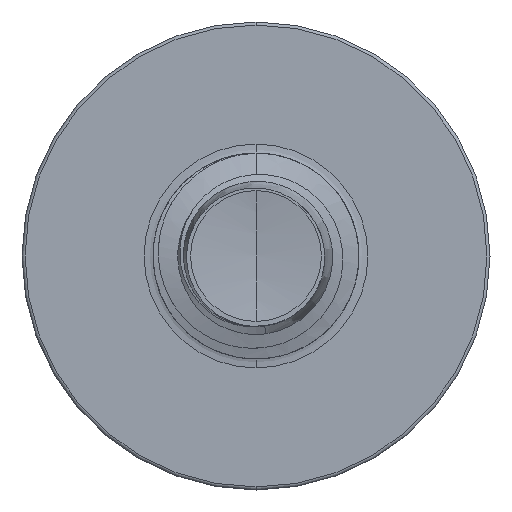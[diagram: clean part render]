
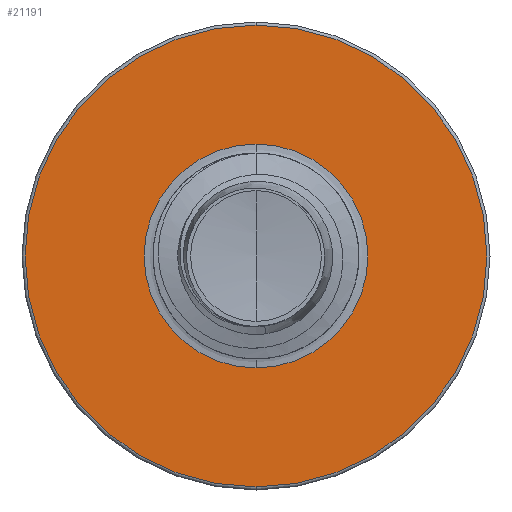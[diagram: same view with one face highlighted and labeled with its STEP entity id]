
A CAD part, front view. The second image highlights one B-rep face of the part: STEP entity #21191.
In plain terms, the highlighted planar face has unit normal (0, -1, 0).
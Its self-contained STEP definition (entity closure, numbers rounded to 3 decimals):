
#224 = DIRECTION ( 'NONE',  ( 0., 0., 1. ) ) ;
#230 = DIRECTION ( 'NONE',  ( 0., 1., 0. ) ) ;
#278 = CARTESIAN_POINT ( 'NONE',  ( 0., 5., 0. ) ) ;
#1932 = EDGE_LOOP ( 'NONE', ( #10498, #5930 ) ) ;
#2748 = CARTESIAN_POINT ( 'NONE',  ( 0., 5., -1.196 ) ) ;
#4738 = DIRECTION ( 'NONE',  ( 0., 0., 1. ) ) ;
#4774 = DIRECTION ( 'NONE',  ( 0., 1., 0. ) ) ;
#4816 = CARTESIAN_POINT ( 'NONE',  ( 0., 5., 0. ) ) ;
#5930 = ORIENTED_EDGE ( 'NONE', *, *, #21145, .F. ) ;
#6959 = AXIS2_PLACEMENT_3D ( 'NONE', #11081, #11077, #11049 ) ;
#7314 = VERTEX_POINT ( 'NONE', #10001 ) ;
#7452 = AXIS2_PLACEMENT_3D ( 'NONE', #278, #230, #224 ) ;
#7520 = DIRECTION ( 'NONE',  ( 0., 0., 1. ) ) ;
#7620 = DIRECTION ( 'NONE',  ( 0., 1., 0. ) ) ;
#7806 = CARTESIAN_POINT ( 'NONE',  ( 0., 5., -1.196 ) ) ;
#8321 = AXIS2_PLACEMENT_3D ( 'NONE', #9431, #9362, #9355 ) ;
#9186 = ORIENTED_EDGE ( 'NONE', *, *, #14496, .T. ) ;
#9355 = DIRECTION ( 'NONE',  ( 0., 0., 1. ) ) ;
#9362 = DIRECTION ( 'NONE',  ( 0., 1., 0. ) ) ;
#9431 = CARTESIAN_POINT ( 'NONE',  ( 0., 5., 0. ) ) ;
#9472 = PLANE ( 'NONE',  #17799 ) ;
#9806 = VERTEX_POINT ( 'NONE', #17786 ) ;
#10001 = CARTESIAN_POINT ( 'NONE',  ( 0., 5., 2.467 ) ) ;
#10498 = ORIENTED_EDGE ( 'NONE', *, *, #18313, .F. ) ;
#11049 = DIRECTION ( 'NONE',  ( 0., 0., 1. ) ) ;
#11077 = DIRECTION ( 'NONE',  ( 0., 1., 0. ) ) ;
#11081 = CARTESIAN_POINT ( 'NONE',  ( 0., 5., 0. ) ) ;
#12808 = CARTESIAN_POINT ( 'NONE',  ( 0., 5., -2.467 ) ) ;
#14496 = EDGE_CURVE ( 'NONE', #21306, #9806, #17631, .T. ) ;
#16662 = FACE_BOUND ( 'NONE', #21267, .T. ) ;
#16850 = VERTEX_POINT ( 'NONE', #12808 ) ;
#16956 = CIRCLE ( 'NONE', #17543, 2.467 ) ;
#17543 = AXIS2_PLACEMENT_3D ( 'NONE', #4816, #4774, #4738 ) ;
#17631 = CIRCLE ( 'NONE', #6959, 1.196 ) ;
#17786 = CARTESIAN_POINT ( 'NONE',  ( 0., 5., 1.196 ) ) ;
#17799 = AXIS2_PLACEMENT_3D ( 'NONE', #7806, #7620, #7520 ) ;
#18313 = EDGE_CURVE ( 'NONE', #7314, #16850, #16956, .T. ) ;
#18770 = CIRCLE ( 'NONE', #7452, 1.196 ) ;
#19589 = FACE_OUTER_BOUND ( 'NONE', #1932, .T. ) ;
#20070 = ORIENTED_EDGE ( 'NONE', *, *, #20200, .T. ) ;
#20200 = EDGE_CURVE ( 'NONE', #9806, #21306, #18770, .T. ) ;
#21145 = EDGE_CURVE ( 'NONE', #16850, #7314, #21203, .T. ) ;
#21191 = ADVANCED_FACE ( 'NONE', ( #19589, #16662 ), #9472, .F. ) ;
#21203 = CIRCLE ( 'NONE', #8321, 2.467 ) ;
#21267 = EDGE_LOOP ( 'NONE', ( #20070, #9186 ) ) ;
#21306 = VERTEX_POINT ( 'NONE', #2748 ) ;
